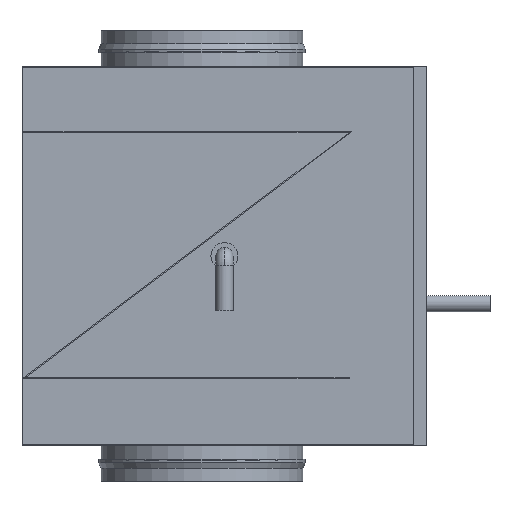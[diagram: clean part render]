
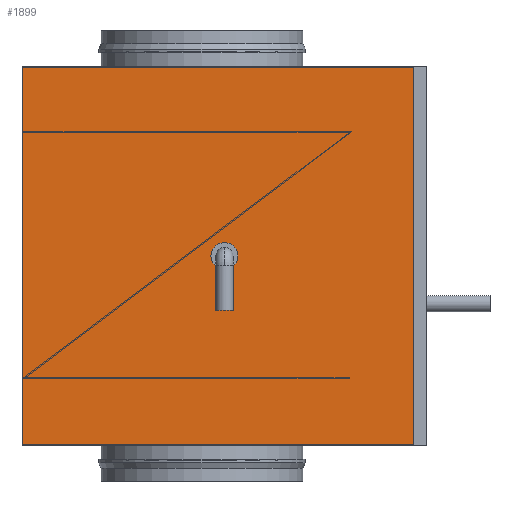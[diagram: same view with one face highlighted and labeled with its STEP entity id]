
A CAD part, front view. The second image highlights one B-rep face of the part: STEP entity #1899.
In plain terms, the highlighted planar face has unit normal (0, -1, 0).
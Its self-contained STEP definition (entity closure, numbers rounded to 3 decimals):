
#154 = VERTEX_POINT ( 'NONE', #1460 ) ;
#156 = EDGE_CURVE ( 'NONE', #154, #163, #1483, .T. ) ;
#163 = VERTEX_POINT ( 'NONE', #1331 ) ;
#789 = DIRECTION ( 'NONE',  ( 0., 0., -1. ) ) ;
#790 = VECTOR ( 'NONE', #789, 1000. ) ;
#791 = CARTESIAN_POINT ( 'NONE',  ( 210., -190.5, 210.5 ) ) ;
#793 = LINE ( 'NONE', #791, #790 ) ;
#796 = DIRECTION ( 'NONE',  ( 0., 0., -1. ) ) ;
#797 = VECTOR ( 'NONE', #796, 1000. ) ;
#798 = CARTESIAN_POINT ( 'NONE',  ( -225., -190.5, 210.5 ) ) ;
#799 = LINE ( 'NONE', #798, #797 ) ;
#801 = CARTESIAN_POINT ( 'NONE',  ( -225., -190.5, -210.5 ) ) ;
#816 = VECTOR ( 'NONE', #889, 1000. ) ;
#817 = CARTESIAN_POINT ( 'NONE',  ( 225., -190.5, -210.5 ) ) ;
#818 = LINE ( 'NONE', #817, #816 ) ;
#829 = DIRECTION ( 'NONE',  ( 0., 0., 1. ) ) ;
#830 = DIRECTION ( 'NONE',  ( 0., -1., 0. ) ) ;
#831 = AXIS2_PLACEMENT_3D ( 'NONE', #836, #830, #829 ) ;
#832 = CIRCLE ( 'NONE', #831, 15. ) ;
#833 = DIRECTION ( 'NONE',  ( 0., 0., 1. ) ) ;
#834 = DIRECTION ( 'NONE',  ( 0., 1., 0. ) ) ;
#835 = CARTESIAN_POINT ( 'NONE',  ( 225., -190.5, 210.5 ) ) ;
#836 = CARTESIAN_POINT ( 'NONE',  ( 0., -190.5, 0. ) ) ;
#838 = AXIS2_PLACEMENT_3D ( 'NONE', #835, #834, #833 ) ;
#839 = PLANE ( 'NONE',  #838 ) ;
#840 = FACE_BOUND ( 'NONE', #1904, .T. ) ;
#841 = FACE_OUTER_BOUND ( 'NONE', #1890, .T. ) ;
#843 = DIRECTION ( 'NONE',  ( -1., 0., 0. ) ) ;
#844 = VECTOR ( 'NONE', #843, 1000. ) ;
#845 = CARTESIAN_POINT ( 'NONE',  ( 225., -190.5, 210.5 ) ) ;
#846 = LINE ( 'NONE', #845, #844 ) ;
#848 = CARTESIAN_POINT ( 'NONE',  ( 210., -190.5, 210.5 ) ) ;
#849 = CARTESIAN_POINT ( 'NONE',  ( 210., -190.5, -210.5 ) ) ;
#850 = CARTESIAN_POINT ( 'NONE',  ( -225., -190.5, 210.5 ) ) ;
#889 = DIRECTION ( 'NONE',  ( -1., 0., 0. ) ) ;
#1331 = CARTESIAN_POINT ( 'NONE',  ( 0., -190.5, 15. ) ) ;
#1460 = CARTESIAN_POINT ( 'NONE',  ( 0., -190.5, -15. ) ) ;
#1483 = CIRCLE ( 'NONE', #1497, 15. ) ;
#1495 = DIRECTION ( 'NONE',  ( 0., -1., 0. ) ) ;
#1496 = CARTESIAN_POINT ( 'NONE',  ( 0., -190.5, 0. ) ) ;
#1497 = AXIS2_PLACEMENT_3D ( 'NONE', #1496, #1495, #1499 ) ;
#1499 = DIRECTION ( 'NONE',  ( 0., 0., 1. ) ) ;
#1882 = VERTEX_POINT ( 'NONE', #801 ) ;
#1884 = EDGE_CURVE ( 'NONE', #1894, #1882, #799, .T. ) ;
#1888 = EDGE_CURVE ( 'NONE', #1897, #1895, #793, .T. ) ;
#1890 = EDGE_LOOP ( 'NONE', ( #1896, #1900, #1907, #1908 ) ) ;
#1894 = VERTEX_POINT ( 'NONE', #850 ) ;
#1895 = VERTEX_POINT ( 'NONE', #849 ) ;
#1896 = ORIENTED_EDGE ( 'NONE', *, *, #1888, .F. ) ;
#1897 = VERTEX_POINT ( 'NONE', #848 ) ;
#1898 = EDGE_CURVE ( 'NONE', #1897, #1894, #846, .T. ) ;
#1899 = ADVANCED_FACE ( 'NONE', ( #841, #840 ), #839, .F. ) ;
#1900 = ORIENTED_EDGE ( 'NONE', *, *, #1898, .T. ) ;
#1901 = ORIENTED_EDGE ( 'NONE', *, *, #156, .F. ) ;
#1902 = ORIENTED_EDGE ( 'NONE', *, *, #1903, .F. ) ;
#1903 = EDGE_CURVE ( 'NONE', #163, #154, #832, .T. ) ;
#1904 = EDGE_LOOP ( 'NONE', ( #1902, #1901 ) ) ;
#1906 = EDGE_CURVE ( 'NONE', #1895, #1882, #818, .T. ) ;
#1907 = ORIENTED_EDGE ( 'NONE', *, *, #1884, .T. ) ;
#1908 = ORIENTED_EDGE ( 'NONE', *, *, #1906, .F. ) ;
